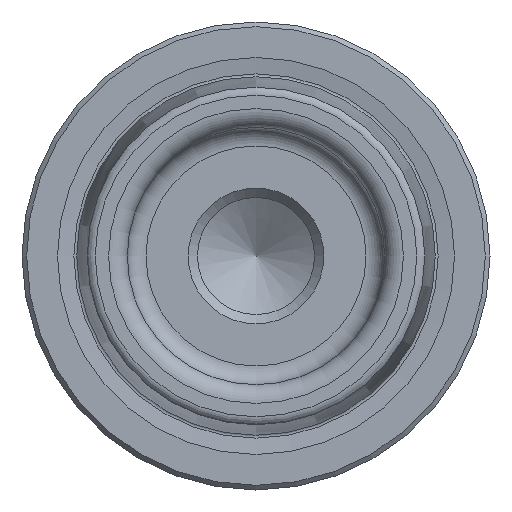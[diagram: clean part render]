
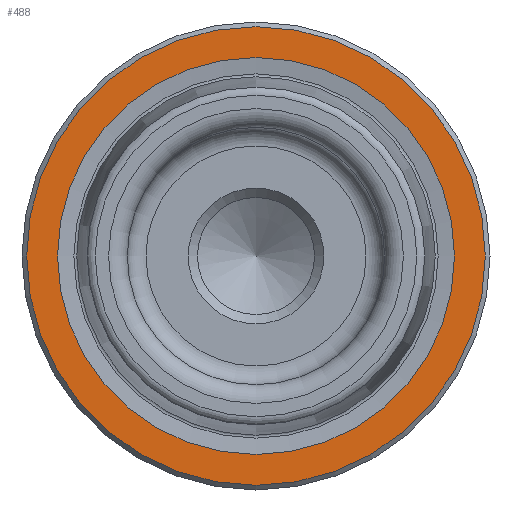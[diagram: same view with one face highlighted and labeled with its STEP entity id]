
A CAD part, left-side view. The second image highlights one B-rep face of the part: STEP entity #488.
In plain terms, the highlighted planar face has unit normal (-1, 0, 0).
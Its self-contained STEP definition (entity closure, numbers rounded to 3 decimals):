
#46=PLANE('',#559);
#73=ORIENTED_EDGE('',*,*,#144,.T.);
#74=ORIENTED_EDGE('',*,*,#153,.F.);
#144=EDGE_CURVE('',#189,#189,#236,.T.);
#153=EDGE_CURVE('',#198,#198,#245,.T.);
#189=VERTEX_POINT('',#821);
#198=VERTEX_POINT('',#849);
#236=CIRCLE('',#541,9.8);
#245=CIRCLE('',#560,8.482);
#300=EDGE_LOOP('',(#73));
#301=EDGE_LOOP('',(#74));
#390=FACE_BOUND('',#300,.T.);
#391=FACE_BOUND('',#301,.T.);
#488=ADVANCED_FACE('',(#390,#391),#46,.T.);
#541=AXIS2_PLACEMENT_3D('',#820,#639,#640);
#559=AXIS2_PLACEMENT_3D('',#847,#675,#676);
#560=AXIS2_PLACEMENT_3D('',#848,#677,#678);
#639=DIRECTION('',(-1.,0.,0.));
#640=DIRECTION('',(0.,0.,1.));
#675=DIRECTION('',(-1.,0.,0.));
#676=DIRECTION('',(0.,0.,1.));
#677=DIRECTION('',(-1.,0.,0.));
#678=DIRECTION('',(0.,0.,1.));
#820=CARTESIAN_POINT('',(0.,0.,0.));
#821=CARTESIAN_POINT('',(0.,0.,9.8));
#847=CARTESIAN_POINT('',(0.,0.,9.8));
#848=CARTESIAN_POINT('',(0.,0.,0.));
#849=CARTESIAN_POINT('',(0.,0.,8.482));
